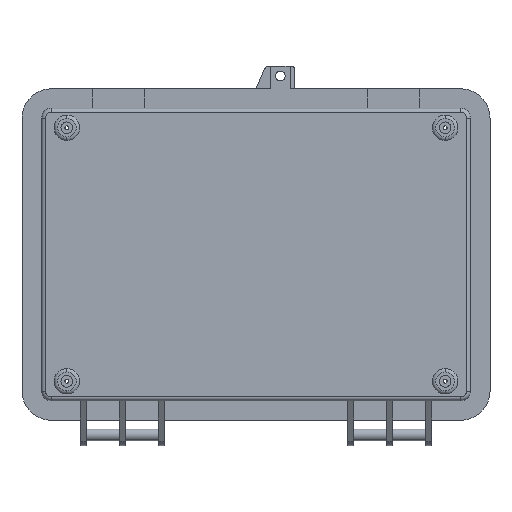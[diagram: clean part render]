
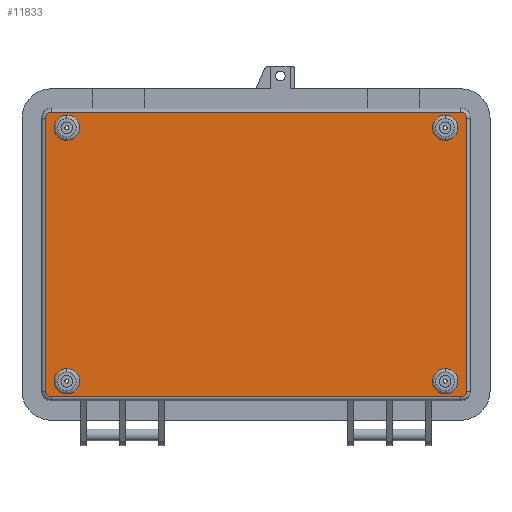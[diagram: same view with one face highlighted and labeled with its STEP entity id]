
A CAD part, front view. The second image highlights one B-rep face of the part: STEP entity #11833.
In plain terms, the highlighted planar face has unit normal (0, -1, 0).
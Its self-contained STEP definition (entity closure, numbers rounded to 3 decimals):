
#86 = AXIS2_PLACEMENT_3D ( 'NONE', #11527, #2114, #7857 ) ;
#116 = CIRCLE ( 'NONE', #10370, 6.5 ) ;
#204 = VERTEX_POINT ( 'NONE', #7411 ) ;
#245 = LINE ( 'NONE', #3768, #2168 ) ;
#288 = DIRECTION ( 'NONE',  ( 0., 0., 1. ) ) ;
#355 = DIRECTION ( 'NONE',  ( 0., -1., 0. ) ) ;
#552 = VERTEX_POINT ( 'NONE', #11324 ) ;
#621 = CARTESIAN_POINT ( 'NONE',  ( -97., 0., 71.5 ) ) ;
#692 = DIRECTION ( 'NONE',  ( 0., 0., 1. ) ) ;
#831 = FACE_BOUND ( 'NONE', #6398, .T. ) ;
#912 = AXIS2_PLACEMENT_3D ( 'NONE', #5303, #12011, #10744 ) ;
#1046 = CARTESIAN_POINT ( 'NONE',  ( -108., 0., 0. ) ) ;
#1112 = VERTEX_POINT ( 'NONE', #6038 ) ;
#1549 = ORIENTED_EDGE ( 'NONE', *, *, #3972, .T. ) ;
#1628 = ORIENTED_EDGE ( 'NONE', *, *, #4801, .F. ) ;
#1954 = FACE_BOUND ( 'NONE', #12301, .T. ) ;
#1956 = VERTEX_POINT ( 'NONE', #2137 ) ;
#1984 = EDGE_CURVE ( 'NONE', #3452, #8175, #12358, .T. ) ;
#2055 = VERTEX_POINT ( 'NONE', #12154 ) ;
#2114 = DIRECTION ( 'NONE',  ( 0., -1., 0. ) ) ;
#2137 = CARTESIAN_POINT ( 'NONE',  ( 97., 0., -58.5 ) ) ;
#2152 = VERTEX_POINT ( 'NONE', #2635 ) ;
#2168 = VECTOR ( 'NONE', #9571, 1000. ) ;
#2195 = DIRECTION ( 'NONE',  ( 0., -1., 0. ) ) ;
#2209 = DIRECTION ( 'NONE',  ( 0., -1., 0. ) ) ;
#2240 = DIRECTION ( 'NONE',  ( 0., 0., -1. ) ) ;
#2265 = EDGE_CURVE ( 'NONE', #552, #3281, #245, .T. ) ;
#2276 = ORIENTED_EDGE ( 'NONE', *, *, #5846, .F. ) ;
#2349 = DIRECTION ( 'NONE',  ( 0., 0., 1. ) ) ;
#2465 = CIRCLE ( 'NONE', #5807, 6.5 ) ;
#2576 = DIRECTION ( 'NONE',  ( 0., 0., 1. ) ) ;
#2635 = CARTESIAN_POINT ( 'NONE',  ( 108., 0., 70. ) ) ;
#2645 = DIRECTION ( 'NONE',  ( 0., 0., 1. ) ) ;
#2677 = EDGE_CURVE ( 'NONE', #13021, #9906, #7454, .T. ) ;
#2752 = CARTESIAN_POINT ( 'NONE',  ( 97., 0., 71.5 ) ) ;
#2889 = ORIENTED_EDGE ( 'NONE', *, *, #9616, .T. ) ;
#3013 = EDGE_CURVE ( 'NONE', #8654, #204, #4461, .T. ) ;
#3281 = VERTEX_POINT ( 'NONE', #12556 ) ;
#3300 = CARTESIAN_POINT ( 'NONE',  ( -97., 0., -71.5 ) ) ;
#3452 = VERTEX_POINT ( 'NONE', #11856 ) ;
#3461 = CARTESIAN_POINT ( 'NONE',  ( 0., 0., 0. ) ) ;
#3715 = CARTESIAN_POINT ( 'NONE',  ( 108., 0., 0. ) ) ;
#3768 = CARTESIAN_POINT ( 'NONE',  ( 0., 0., -73. ) ) ;
#3805 = EDGE_CURVE ( 'NONE', #8175, #3452, #11573, .T. ) ;
#3972 = EDGE_CURVE ( 'NONE', #204, #10713, #8236, .T. ) ;
#4044 = CIRCLE ( 'NONE', #12380, 3. ) ;
#4100 = EDGE_CURVE ( 'NONE', #2055, #1956, #116, .T. ) ;
#4368 = PLANE ( 'NONE',  #12551 ) ;
#4461 = LINE ( 'NONE', #12579, #7703 ) ;
#4496 = CARTESIAN_POINT ( 'NONE',  ( -97., 0., -65. ) ) ;
#4542 = DIRECTION ( 'NONE',  ( 0., 0., 1. ) ) ;
#4695 = CARTESIAN_POINT ( 'NONE',  ( 105., 0., 70. ) ) ;
#4801 = EDGE_CURVE ( 'NONE', #9906, #13021, #5983, .T. ) ;
#4865 = DIRECTION ( 'NONE',  ( 0., -1., 0. ) ) ;
#4930 = DIRECTION ( 'NONE',  ( 0., 0., 1. ) ) ;
#5303 = CARTESIAN_POINT ( 'NONE',  ( -97., 0., 65. ) ) ;
#5548 = AXIS2_PLACEMENT_3D ( 'NONE', #7206, #8610, #8544 ) ;
#5628 = AXIS2_PLACEMENT_3D ( 'NONE', #13800, #4865, #10375 ) ;
#5762 = DIRECTION ( 'NONE',  ( 0., -1., 0. ) ) ;
#5768 = EDGE_LOOP ( 'NONE', ( #12512, #1628 ) ) ;
#5807 = AXIS2_PLACEMENT_3D ( 'NONE', #12861, #9843, #2645 ) ;
#5846 = EDGE_CURVE ( 'NONE', #1956, #2055, #6210, .T. ) ;
#5875 = VECTOR ( 'NONE', #2240, 1000. ) ;
#5983 = CIRCLE ( 'NONE', #11213, 6.5 ) ;
#6038 = CARTESIAN_POINT ( 'NONE',  ( 97., 0., 58.5 ) ) ;
#6210 = CIRCLE ( 'NONE', #14536, 6.5 ) ;
#6398 = EDGE_LOOP ( 'NONE', ( #7370, #10046 ) ) ;
#6466 = EDGE_CURVE ( 'NONE', #12566, #1112, #10045, .T. ) ;
#6514 = FACE_BOUND ( 'NONE', #5768, .T. ) ;
#6665 = EDGE_LOOP ( 'NONE', ( #9133, #9704 ) ) ;
#6744 = CARTESIAN_POINT ( 'NONE',  ( 108., 0., -70. ) ) ;
#6752 = VERTEX_POINT ( 'NONE', #8616 ) ;
#6755 = DIRECTION ( 'NONE',  ( -1., 0., 0. ) ) ;
#7206 = CARTESIAN_POINT ( 'NONE',  ( -105., 0., -70. ) ) ;
#7295 = CARTESIAN_POINT ( 'NONE',  ( -105., 0., 70. ) ) ;
#7370 = ORIENTED_EDGE ( 'NONE', *, *, #3805, .F. ) ;
#7408 = AXIS2_PLACEMENT_3D ( 'NONE', #11627, #355, #4930 ) ;
#7411 = CARTESIAN_POINT ( 'NONE',  ( -105., 0., 73. ) ) ;
#7454 = CIRCLE ( 'NONE', #86, 6.5 ) ;
#7506 = AXIS2_PLACEMENT_3D ( 'NONE', #7295, #13463, #692 ) ;
#7703 = VECTOR ( 'NONE', #6755, 1000. ) ;
#7857 = DIRECTION ( 'NONE',  ( 0., 0., 1. ) ) ;
#7904 = CIRCLE ( 'NONE', #9793, 3. ) ;
#8055 = EDGE_CURVE ( 'NONE', #8263, #2152, #13915, .T. ) ;
#8175 = VERTEX_POINT ( 'NONE', #621 ) ;
#8236 = CIRCLE ( 'NONE', #7506, 3. ) ;
#8263 = VERTEX_POINT ( 'NONE', #6744 ) ;
#8459 = FACE_BOUND ( 'NONE', #6665, .T. ) ;
#8482 = EDGE_LOOP ( 'NONE', ( #10624, #1549, #13320, #10937, #8625, #13575, #12351, #2889 ) ) ;
#8544 = DIRECTION ( 'NONE',  ( 0., 0., 1. ) ) ;
#8610 = DIRECTION ( 'NONE',  ( 0., -1., 0. ) ) ;
#8616 = CARTESIAN_POINT ( 'NONE',  ( -108., 0., -70. ) ) ;
#8625 = ORIENTED_EDGE ( 'NONE', *, *, #2265, .T. ) ;
#8654 = VERTEX_POINT ( 'NONE', #14699 ) ;
#8655 = CARTESIAN_POINT ( 'NONE',  ( 97., 0., -65. ) ) ;
#8659 = VECTOR ( 'NONE', #2576, 1000. ) ;
#8901 = DIRECTION ( 'NONE',  ( 0., 0., 1. ) ) ;
#9133 = ORIENTED_EDGE ( 'NONE', *, *, #6466, .F. ) ;
#9328 = CARTESIAN_POINT ( 'NONE',  ( 105., 0., -70. ) ) ;
#9571 = DIRECTION ( 'NONE',  ( 1., 0., 0. ) ) ;
#9572 = FACE_OUTER_BOUND ( 'NONE', #8482, .T. ) ;
#9616 = EDGE_CURVE ( 'NONE', #2152, #8654, #4044, .T. ) ;
#9704 = ORIENTED_EDGE ( 'NONE', *, *, #13473, .F. ) ;
#9793 = AXIS2_PLACEMENT_3D ( 'NONE', #9328, #13801, #288 ) ;
#9843 = DIRECTION ( 'NONE',  ( 0., -1., 0. ) ) ;
#9906 = VERTEX_POINT ( 'NONE', #3300 ) ;
#9943 = ORIENTED_EDGE ( 'NONE', *, *, #4100, .F. ) ;
#10004 = DIRECTION ( 'NONE',  ( 0., 0., 1. ) ) ;
#10045 = CIRCLE ( 'NONE', #7408, 6.5 ) ;
#10046 = ORIENTED_EDGE ( 'NONE', *, *, #1984, .F. ) ;
#10068 = CIRCLE ( 'NONE', #5548, 3. ) ;
#10370 = AXIS2_PLACEMENT_3D ( 'NONE', #11450, #2195, #2349 ) ;
#10375 = DIRECTION ( 'NONE',  ( 0., 0., 1. ) ) ;
#10624 = ORIENTED_EDGE ( 'NONE', *, *, #3013, .T. ) ;
#10713 = VERTEX_POINT ( 'NONE', #14362 ) ;
#10744 = DIRECTION ( 'NONE',  ( 0., 0., 1. ) ) ;
#10937 = ORIENTED_EDGE ( 'NONE', *, *, #12972, .T. ) ;
#11147 = EDGE_CURVE ( 'NONE', #10713, #6752, #12383, .T. ) ;
#11213 = AXIS2_PLACEMENT_3D ( 'NONE', #4496, #5762, #11345 ) ;
#11324 = CARTESIAN_POINT ( 'NONE',  ( -105., 0., -73. ) ) ;
#11345 = DIRECTION ( 'NONE',  ( 0., 0., 1. ) ) ;
#11450 = CARTESIAN_POINT ( 'NONE',  ( 97., 0., -65. ) ) ;
#11527 = CARTESIAN_POINT ( 'NONE',  ( -97., 0., -65. ) ) ;
#11573 = CIRCLE ( 'NONE', #5628, 6.5 ) ;
#11627 = CARTESIAN_POINT ( 'NONE',  ( 97., 0., 65. ) ) ;
#11833 = ADVANCED_FACE ( 'NONE', ( #8459, #1954, #6514, #831, #9572 ), #4368, .F. ) ;
#11856 = CARTESIAN_POINT ( 'NONE',  ( -97., 0., 58.5 ) ) ;
#12011 = DIRECTION ( 'NONE',  ( 0., -1., 0. ) ) ;
#12154 = CARTESIAN_POINT ( 'NONE',  ( 97., 0., -71.5 ) ) ;
#12301 = EDGE_LOOP ( 'NONE', ( #2276, #9943 ) ) ;
#12321 = DIRECTION ( 'NONE',  ( 0., -1., 0. ) ) ;
#12351 = ORIENTED_EDGE ( 'NONE', *, *, #8055, .T. ) ;
#12358 = CIRCLE ( 'NONE', #912, 6.5 ) ;
#12380 = AXIS2_PLACEMENT_3D ( 'NONE', #4695, #2209, #4542 ) ;
#12383 = LINE ( 'NONE', #1046, #5875 ) ;
#12390 = EDGE_CURVE ( 'NONE', #3281, #8263, #7904, .T. ) ;
#12512 = ORIENTED_EDGE ( 'NONE', *, *, #2677, .F. ) ;
#12551 = AXIS2_PLACEMENT_3D ( 'NONE', #3461, #14706, #8901 ) ;
#12556 = CARTESIAN_POINT ( 'NONE',  ( 105., 0., -73. ) ) ;
#12566 = VERTEX_POINT ( 'NONE', #2752 ) ;
#12579 = CARTESIAN_POINT ( 'NONE',  ( 0., 0., 73. ) ) ;
#12861 = CARTESIAN_POINT ( 'NONE',  ( 97., 0., 65. ) ) ;
#12972 = EDGE_CURVE ( 'NONE', #6752, #552, #10068, .T. ) ;
#13021 = VERTEX_POINT ( 'NONE', #13167 ) ;
#13167 = CARTESIAN_POINT ( 'NONE',  ( -97., 0., -58.5 ) ) ;
#13320 = ORIENTED_EDGE ( 'NONE', *, *, #11147, .T. ) ;
#13463 = DIRECTION ( 'NONE',  ( 0., -1., 0. ) ) ;
#13473 = EDGE_CURVE ( 'NONE', #1112, #12566, #2465, .T. ) ;
#13575 = ORIENTED_EDGE ( 'NONE', *, *, #12390, .T. ) ;
#13800 = CARTESIAN_POINT ( 'NONE',  ( -97., 0., 65. ) ) ;
#13801 = DIRECTION ( 'NONE',  ( 0., -1., 0. ) ) ;
#13915 = LINE ( 'NONE', #3715, #8659 ) ;
#14362 = CARTESIAN_POINT ( 'NONE',  ( -108., 0., 70. ) ) ;
#14536 = AXIS2_PLACEMENT_3D ( 'NONE', #8655, #12321, #10004 ) ;
#14699 = CARTESIAN_POINT ( 'NONE',  ( 105., 0., 73. ) ) ;
#14706 = DIRECTION ( 'NONE',  ( 0., 1., 0. ) ) ;
